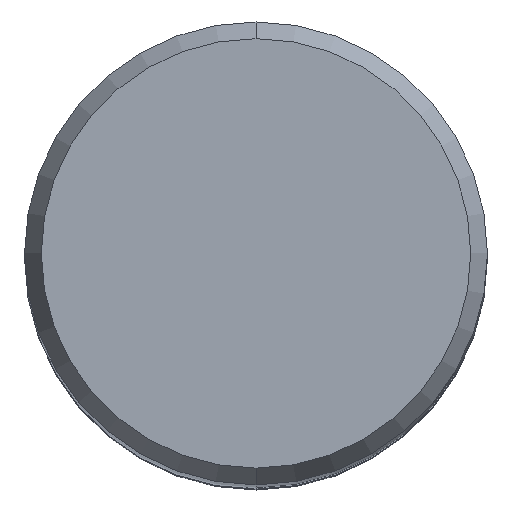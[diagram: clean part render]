
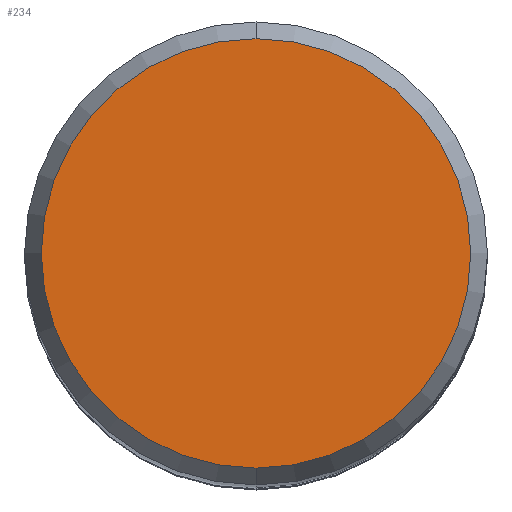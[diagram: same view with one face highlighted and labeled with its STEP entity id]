
A CAD part, top view. The second image highlights one B-rep face of the part: STEP entity #234.
In plain terms, the highlighted planar face has unit normal (0, 0, 1).
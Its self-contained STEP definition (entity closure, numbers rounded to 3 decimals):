
#164=EDGE_CURVE('',#186,#246,#359,.T.);
#178=EDGE_CURVE('',#246,#186,#376,.T.);
#186=VERTEX_POINT('',#384);
#234=ADVANCED_FACE('',(#440),#441,.T.);
#246=VERTEX_POINT('',#455);
#359=CIRCLE('',#579,5.892);
#376=CIRCLE('',#598,5.892);
#384=CARTESIAN_POINT('',(0.,-5.892,0.01));
#440=FACE_OUTER_BOUND('',#678,.T.);
#441=PLANE('',#679);
#455=CARTESIAN_POINT('',(0.0,5.892,0.01));
#579=AXIS2_PLACEMENT_3D('',#830,#831,#832);
#598=AXIS2_PLACEMENT_3D('',#860,#861,#862);
#678=EDGE_LOOP('',(#933,#934));
#679=AXIS2_PLACEMENT_3D('',#935,#936,#937);
#830=CARTESIAN_POINT('',(0.0,0.0,0.01));
#831=DIRECTION('',(0.0,0.0,-1.0));
#832=DIRECTION('',(0.0,1.0,0.0));
#860=CARTESIAN_POINT('',(0.0,0.0,0.01));
#861=DIRECTION('',(0.0,0.0,-1.0));
#862=DIRECTION('',(0.0,1.0,0.0));
#933=ORIENTED_EDGE('',*,*,#178,.F.);
#934=ORIENTED_EDGE('',*,*,#164,.F.);
#935=CARTESIAN_POINT('',(0.0,2.946,0.01));
#936=DIRECTION('',(-0.0,0.0,1.0));
#937=DIRECTION('',(0.0,-1.0,0.0));
